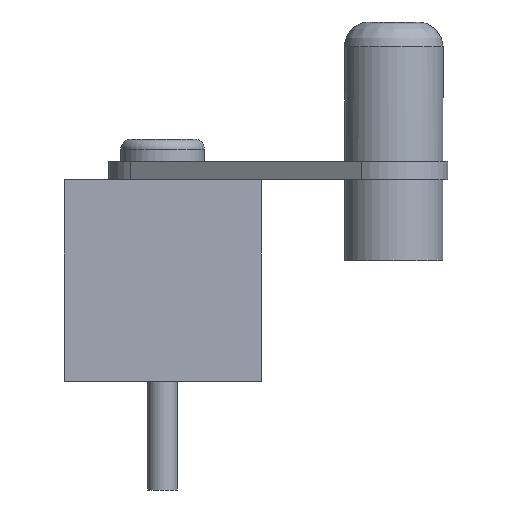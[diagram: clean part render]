
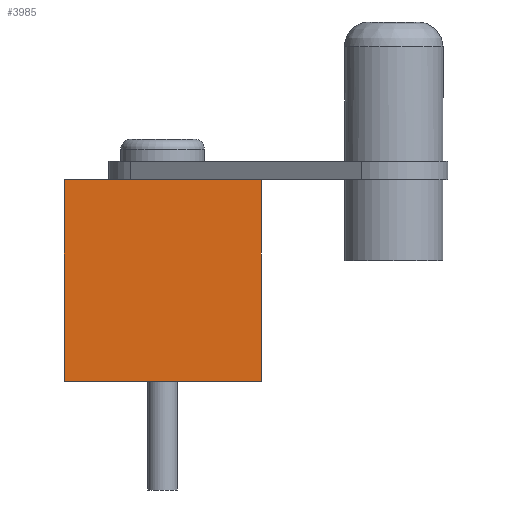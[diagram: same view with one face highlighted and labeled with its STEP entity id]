
A CAD part, front view. The second image highlights one B-rep face of the part: STEP entity #3985.
In plain terms, the highlighted planar face has unit normal (0, -1, 0).
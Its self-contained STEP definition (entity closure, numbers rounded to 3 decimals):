
#264=FACE_OUTER_BOUND('',#478,.T.);
#478=EDGE_LOOP('',(#2938,#2939,#2940,#2941,#2942));
#883=LINE('',#5858,#1412);
#888=LINE('',#5870,#1417);
#889=LINE('',#5871,#1418);
#890=LINE('',#5873,#1419);
#891=LINE('',#5874,#1420);
#1412=VECTOR('',#4778,9.766);
#1417=VECTOR('',#4785,10.414);
#1418=VECTOR('',#4786,0.394);
#1419=VECTOR('',#4787,10.414);
#1420=VECTOR('',#4788,10.16);
#1857=VERTEX_POINT('',#5846);
#1862=VERTEX_POINT('',#5856);
#1867=VERTEX_POINT('',#5868);
#1868=VERTEX_POINT('',#5869);
#1869=VERTEX_POINT('',#5872);
#2305=EDGE_CURVE('',#1857,#1862,#883,.T.);
#2310=EDGE_CURVE('',#1867,#1868,#888,.T.);
#2311=EDGE_CURVE('',#1868,#1857,#889,.T.);
#2312=EDGE_CURVE('',#1869,#1862,#890,.T.);
#2313=EDGE_CURVE('',#1869,#1867,#891,.T.);
#2938=ORIENTED_EDGE('',*,*,#2310,.T.);
#2939=ORIENTED_EDGE('',*,*,#2311,.T.);
#2940=ORIENTED_EDGE('',*,*,#2305,.T.);
#2941=ORIENTED_EDGE('',*,*,#2312,.F.);
#2942=ORIENTED_EDGE('',*,*,#2313,.T.);
#3781=PLANE('',#4213);
#3985=ADVANCED_FACE('',(#264),#3781,.T.);
#4213=AXIS2_PLACEMENT_3D('',#5867,#4783,#4784);
#4778=DIRECTION('',(-1.,0.,0.));
#4783=DIRECTION('center_axis',(0.,-1.,0.));
#4784=DIRECTION('ref_axis',(0.,0.,-1.));
#4785=DIRECTION('',(0.,0.,1.));
#4786=DIRECTION('',(-1.,0.,0.));
#4787=DIRECTION('',(0.,0.,1.));
#4788=DIRECTION('',(1.,0.,0.));
#5846=CARTESIAN_POINT('',(4.883,-34.989,10.414));
#5856=CARTESIAN_POINT('',(-4.883,-34.989,10.414));
#5858=CARTESIAN_POINT('',(4.883,-34.989,10.414));
#5867=CARTESIAN_POINT('Origin',(0.197,-34.989,0.));
#5868=CARTESIAN_POINT('',(5.277,-34.989,0.));
#5869=CARTESIAN_POINT('',(5.277,-34.989,10.414));
#5870=CARTESIAN_POINT('',(5.277,-34.989,0.));
#5871=CARTESIAN_POINT('',(5.277,-34.989,10.414));
#5872=CARTESIAN_POINT('',(-4.883,-34.989,0.));
#5873=CARTESIAN_POINT('',(-4.883,-34.989,0.));
#5874=CARTESIAN_POINT('',(-4.883,-34.989,0.));
